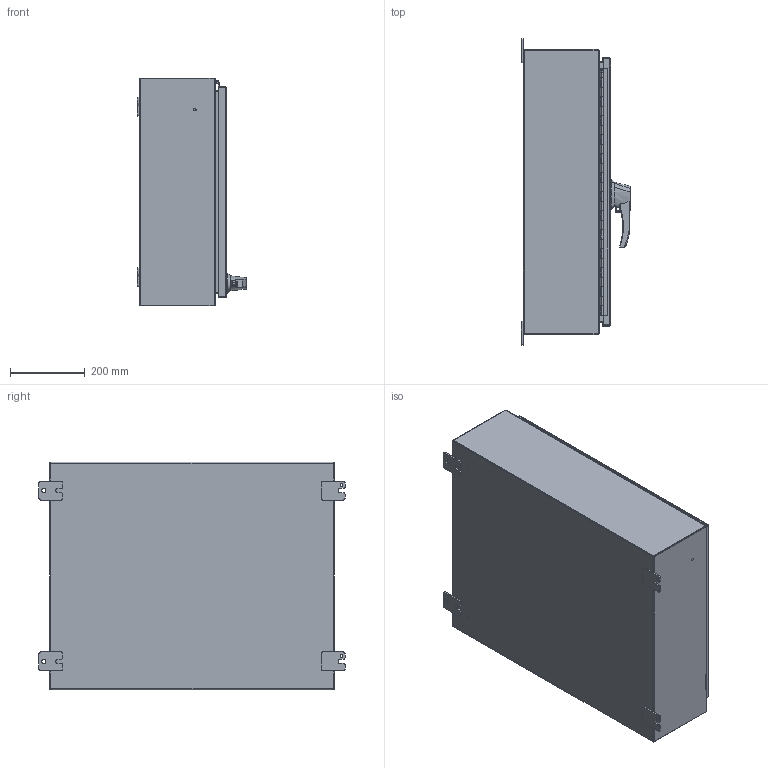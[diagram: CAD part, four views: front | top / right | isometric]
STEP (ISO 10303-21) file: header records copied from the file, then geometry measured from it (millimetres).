
FILE_DESCRIPTION (( 'STEP AP214' ), '1' );
FILE_NAME ('HW30248GYHK.STEP', '2019-08-21T20:08:06', ( '' ), ( '' ), 'SwSTEP 2.0', 'SolidWorks 2018', '' );
FILE_SCHEMA (( 'AUTOMOTIVE_DESIGN' ));
Length unit declared in the file: inch
Products named in the file (1): HW30248GYHK
Bounding box: 292.4 x 819.15 x 609.6 mm (x, y, z)
Volume: 3629790 mm3; surface area: 3677869.3 mm2
Topology: 39 solids, 40 shells, 1419 faces, 3563 edges, 2259 vertices
Faces by surface type: plane 692, cylinder 583, bspline 93, cone 51
Entity records: 99363 total; most frequent: CARTESIAN_POINT 46914, ORIENTED_EDGE 7110, DIRECTION 6689, EDGE_CURVE 3555, AXIS2_PLACEMENT_3D 2291, VERTEX_POINT 2259, VECTOR 2107, LINE 2107
